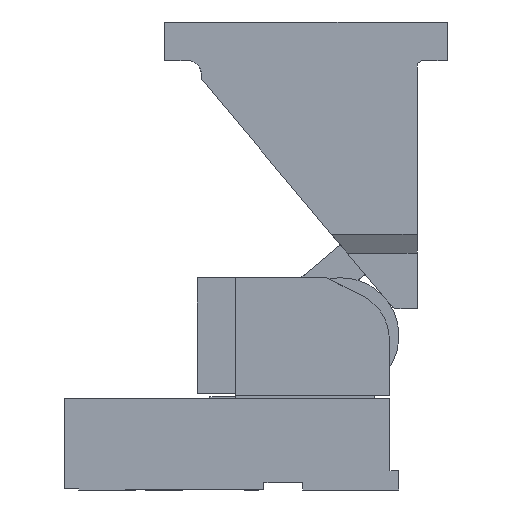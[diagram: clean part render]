
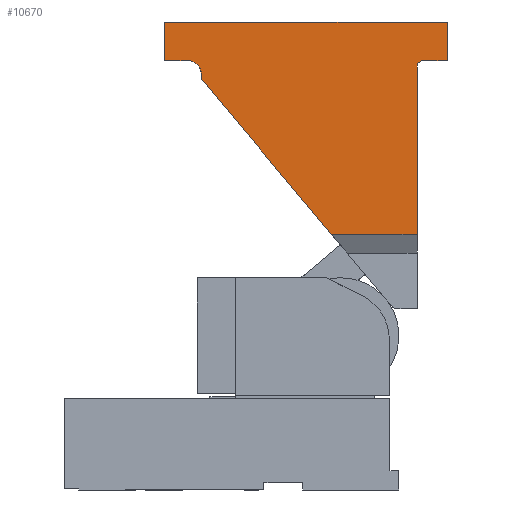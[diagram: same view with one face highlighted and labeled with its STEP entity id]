
A CAD part, front view. The second image highlights one B-rep face of the part: STEP entity #10670.
In plain terms, the highlighted face is planar.
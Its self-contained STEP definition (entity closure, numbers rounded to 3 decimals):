
#10250=CARTESIAN_POINT('Vertex',(-25.5,90.168,58.)) ;
#10253=CARTESIAN_POINT('Line Origine',(-25.5,140.834,118.382)) ;
#10257=CARTESIAN_POINT('Vertex',(-25.5,191.5,178.763)) ;
#10460=CARTESIAN_POINT('Line Origine',(-25.5,23.5,123.)) ;
#10464=CARTESIAN_POINT('Vertex',(-25.5,23.5,58.)) ;
#10466=CARTESIAN_POINT('Vertex',(-25.5,23.5,188.)) ;
#10513=CARTESIAN_POINT('Vertex',(-25.5,18.5,193.)) ;
#10516=CARTESIAN_POINT('Axis2P3D Location',(-25.5,18.5,188.)) ;
#10544=CARTESIAN_POINT('Vertex',(-25.5,0.,193.)) ;
#10547=CARTESIAN_POINT('Line Origine',(-25.5,9.25,193.)) ;
#10595=CARTESIAN_POINT('Axis2P3D Location',(-25.5,0.,58.)) ;
#10600=CARTESIAN_POINT('Line Origine',(-25.5,0.,208.)) ;
#10604=CARTESIAN_POINT('Vertex',(-25.5,0.,223.)) ;
#10607=CARTESIAN_POINT('Line Origine',(-25.5,110.,223.)) ;
#10611=CARTESIAN_POINT('Vertex',(-25.5,220.,223.)) ;
#10614=CARTESIAN_POINT('Line Origine',(-25.5,220.,208.)) ;
#10618=CARTESIAN_POINT('Vertex',(-25.5,220.,193.)) ;
#10621=CARTESIAN_POINT('Line Origine',(-25.5,210.75,193.)) ;
#10625=CARTESIAN_POINT('Vertex',(-25.5,201.5,193.)) ;
#10629=CARTESIAN_POINT('Control Point',(-25.5,201.5,193.)) ;
#10630=CARTESIAN_POINT('Control Point',(-25.5,200.57,193.)) ;
#10631=CARTESIAN_POINT('Control Point',(-25.5,199.641,192.892)) ;
#10632=CARTESIAN_POINT('Control Point',(-25.5,198.728,192.676)) ;
#10633=CARTESIAN_POINT('Control Point',(-25.5,196.97,192.036)) ;
#10634=CARTESIAN_POINT('Control Point',(-25.5,195.405,191.01)) ;
#10635=CARTESIAN_POINT('Control Point',(-25.5,194.685,190.407)) ;
#10636=CARTESIAN_POINT('Control Point',(-25.5,193.4,189.047)) ;
#10637=CARTESIAN_POINT('Control Point',(-25.5,192.461,187.428)) ;
#10638=CARTESIAN_POINT('Control Point',(-25.5,192.088,186.567)) ;
#10639=CARTESIAN_POINT('Control Point',(-25.5,191.716,185.331)) ;
#10640=CARTESIAN_POINT('Control Point',(-25.5,191.547,184.059)) ;
#10641=CARTESIAN_POINT('Control Point',(-25.5,191.516,183.706)) ;
#10642=CARTESIAN_POINT('Control Point',(-25.5,191.5,183.353)) ;
#10643=CARTESIAN_POINT('Control Point',(-25.5,191.5,183.)) ;
#10644=CARTESIAN_POINT('Vertex',(-25.5,191.5,183.)) ;
#10647=CARTESIAN_POINT('Line Origine',(-25.5,191.5,180.882)) ;
#10652=CARTESIAN_POINT('Line Origine',(-25.5,56.834,58.)) ;
#10254=DIRECTION('Vector Direction',(0.,0.643,0.766)) ;
#10461=DIRECTION('Vector Direction',(0.,0.,1.)) ;
#10517=DIRECTION('Axis2P3D Direction',(1.,0.,0.)) ;
#10548=DIRECTION('Vector Direction',(0.,1.,0.)) ;
#10596=DIRECTION('Axis2P3D Direction',(-1.,0.,0.)) ;
#10597=DIRECTION('Axis2P3D XDirection',(0.,0.,1.)) ;
#10601=DIRECTION('Vector Direction',(0.,0.,-1.)) ;
#10608=DIRECTION('Vector Direction',(0.,1.,0.)) ;
#10615=DIRECTION('Vector Direction',(0.,0.,-1.)) ;
#10622=DIRECTION('Vector Direction',(0.,1.,0.)) ;
#10648=DIRECTION('Vector Direction',(0.,0.,1.)) ;
#10653=DIRECTION('Vector Direction',(0.,1.,0.)) ;
#10518=AXIS2_PLACEMENT_3D('Circle Axis2P3D',#10516,#10517,$) ;
#10598=AXIS2_PLACEMENT_3D('Plane Axis2P3D',#10595,#10596,#10597) ;
#10658=ORIENTED_EDGE('',*,*,#10520,.T.) ;
#10659=ORIENTED_EDGE('',*,*,#10551,.F.) ;
#10660=ORIENTED_EDGE('',*,*,#10606,.F.) ;
#10661=ORIENTED_EDGE('',*,*,#10613,.T.) ;
#10662=ORIENTED_EDGE('',*,*,#10620,.T.) ;
#10663=ORIENTED_EDGE('',*,*,#10627,.F.) ;
#10664=ORIENTED_EDGE('',*,*,#10646,.T.) ;
#10665=ORIENTED_EDGE('',*,*,#10651,.F.) ;
#10666=ORIENTED_EDGE('',*,*,#10259,.F.) ;
#10667=ORIENTED_EDGE('',*,*,#10656,.F.) ;
#10668=ORIENTED_EDGE('',*,*,#10468,.T.) ;
#10255=VECTOR('Line Direction',#10254,1.) ;
#10462=VECTOR('Line Direction',#10461,1.) ;
#10549=VECTOR('Line Direction',#10548,1.) ;
#10602=VECTOR('Line Direction',#10601,1.) ;
#10609=VECTOR('Line Direction',#10608,1.) ;
#10616=VECTOR('Line Direction',#10615,1.) ;
#10623=VECTOR('Line Direction',#10622,1.) ;
#10649=VECTOR('Line Direction',#10648,1.) ;
#10654=VECTOR('Line Direction',#10653,1.) ;
#10670=ADVANCED_FACE('PartBody',(#10669),#10599,.T.) ;
#10628=B_SPLINE_CURVE_WITH_KNOTS('',5,(#10629,#10630,#10631,#10632,#10633,#10634,#10635,#10636,#10637,#10638,#10639,#10640,#10641,#10642,#10643),.UNSPECIFIED.,.F.,.U.,(6,3,3,3,6),(0.,6.573,13.145,19.718,22.213),.UNSPECIFIED.) ;
#10519=CIRCLE('generated circle',#10518,5.) ;
#10259=EDGE_CURVE('',#10251,#10258,#10256,.T.) ;
#10468=EDGE_CURVE('',#10465,#10467,#10463,.T.) ;
#10520=EDGE_CURVE('',#10467,#10514,#10519,.T.) ;
#10551=EDGE_CURVE('',#10545,#10514,#10550,.T.) ;
#10606=EDGE_CURVE('',#10605,#10545,#10603,.T.) ;
#10613=EDGE_CURVE('',#10605,#10612,#10610,.T.) ;
#10620=EDGE_CURVE('',#10612,#10619,#10617,.T.) ;
#10627=EDGE_CURVE('',#10626,#10619,#10624,.T.) ;
#10646=EDGE_CURVE('',#10626,#10645,#10628,.T.) ;
#10651=EDGE_CURVE('',#10258,#10645,#10650,.T.) ;
#10656=EDGE_CURVE('',#10465,#10251,#10655,.T.) ;
#10657=EDGE_LOOP('',(#10658,#10659,#10660,#10661,#10662,#10663,#10664,#10665,#10666,#10667,#10668)) ;
#10669=FACE_OUTER_BOUND('',#10657,.T.) ;
#10256=LINE('Line',#10253,#10255) ;
#10463=LINE('Line',#10460,#10462) ;
#10550=LINE('Line',#10547,#10549) ;
#10603=LINE('Line',#10600,#10602) ;
#10610=LINE('Line',#10607,#10609) ;
#10617=LINE('Line',#10614,#10616) ;
#10624=LINE('Line',#10621,#10623) ;
#10650=LINE('Line',#10647,#10649) ;
#10655=LINE('Line',#10652,#10654) ;
#10599=PLANE('Plane',#10598) ;
#10251=VERTEX_POINT('',#10250) ;
#10258=VERTEX_POINT('',#10257) ;
#10465=VERTEX_POINT('',#10464) ;
#10467=VERTEX_POINT('',#10466) ;
#10514=VERTEX_POINT('',#10513) ;
#10545=VERTEX_POINT('',#10544) ;
#10605=VERTEX_POINT('',#10604) ;
#10612=VERTEX_POINT('',#10611) ;
#10619=VERTEX_POINT('',#10618) ;
#10626=VERTEX_POINT('',#10625) ;
#10645=VERTEX_POINT('',#10644) ;
